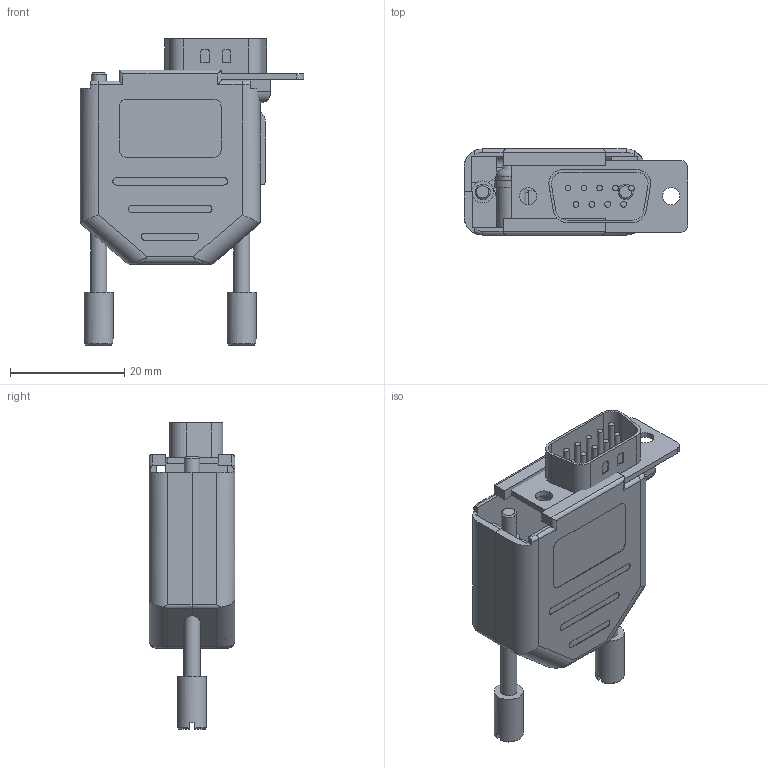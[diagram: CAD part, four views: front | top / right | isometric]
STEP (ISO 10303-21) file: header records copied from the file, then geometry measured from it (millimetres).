
FILE_DESCRIPTION(/* description */ (''),/* implementation_level */ '2;1');
FILE_NAME(/* name */ 'freedomport.step',/* time_stamp */ '2021-07-26T14:03:51-07:00',/* author */ (''),/* organization */ (''),/* preprocessor_version */ 'ST-DEVELOPER v18.1',/* originating_system */ 'Autodesk Translation Framework v10.9.0.1377',/* authorisation */ '');
FILE_SCHEMA (('AUTOMOTIVE_DESIGN { 1 0 10303 214 3 1 1 }'));
Length unit declared in the file: millimetre
Products named in the file (11): FreedomPort; PCBA; connector_a-ds_09_ll_z; SM04B-SRSS-TB; 972-009-01SR011; 972-009-01SR011-B; strain relief 972 small; strain relief metal 972 small; screw 972; 972-009-01SR011-A; jackscrew
Assembly tree (13 placements, depth 3):
  FreedomPort
    PCBA
      SM04B-SRSS-TB  x2
      connector_a-ds_09_ll_z
    972-009-01SR011
      972-009-01SR011-B
      jackscrew  x2
      strain relief 972 small
      strain relief metal 972 small
      screw 972  x2
      972-009-01SR011-A
Bounding box: 39.11 x 15.01 x 53.55 mm (x, y, z)
Volume: 7378.7 mm3; surface area: 11746.7 mm2
Topology: 12 solids, 12 shells, 715 faces, 1822 edges, 1184 vertices
Faces by surface type: plane 525, cylinder 166, bspline 10, cone 8, torus 6
Full cylindrical faces by diameter (mm): 1 x9, 1.676 x4, 2.667 x2, 2.845 x2, 3.048 x2, 3.05 x2, 3.175 x4, 3.81 x2, 5.08 x4, 5.385 x2
Entity records: 19624 total; most frequent: CARTESIAN_POINT 4150, ORIENTED_EDGE 3062, DIRECTION 3032, EDGE_CURVE 1531, LINE 1168, VECTOR 1168, VERTEX_POINT 994, AXIS2_PLACEMENT_3D 932
